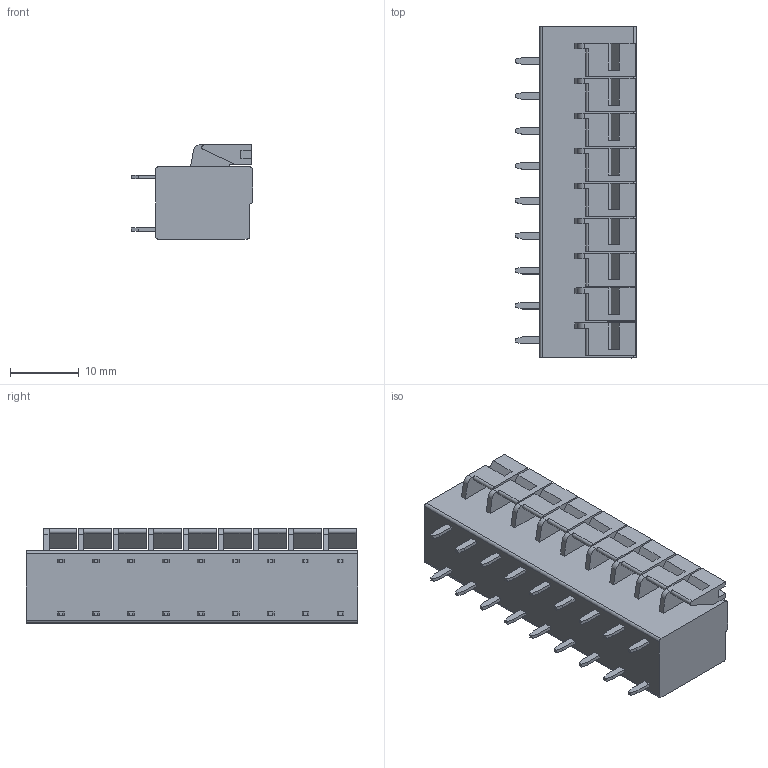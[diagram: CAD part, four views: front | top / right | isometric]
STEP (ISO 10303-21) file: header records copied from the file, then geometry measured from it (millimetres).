
FILE_DESCRIPTION((''),'2;1');
FILE_NAME('DB142-508-1P','2022-04-21T',('86134'),(''),'PRO/ENGINEER BY PARAMETRIC TECHNOLOGY CORPORATION, 2010280','PRO/ENGINEER BY PARAMETRIC TECHNOLOGY CORPORATION, 2010280','');
FILE_SCHEMA(('CONFIG_CONTROL_DESIGN'));
Length unit declared in the file: millimetre
Products named in the file (1): DB142-508-1P
Bounding box: 17.6 x 48.26 x 13.7 mm (x, y, z)
Volume: 7377.3 mm3; surface area: 4490 mm2
Topology: 1 solids, 1 shells, 396 faces, 1053 edges, 705 vertices
Faces by surface type: plane 352, cylinder 26, cone 18
Entity records: 12175 total; most frequent: CARTESIAN_POINT 2154, ORIENTED_EDGE 2106, DIRECTION 1933, EDGE_CURVE 1053, VECTOR 965, LINE 965, VERTEX_POINT 705, AXIS2_PLACEMENT_3D 484
